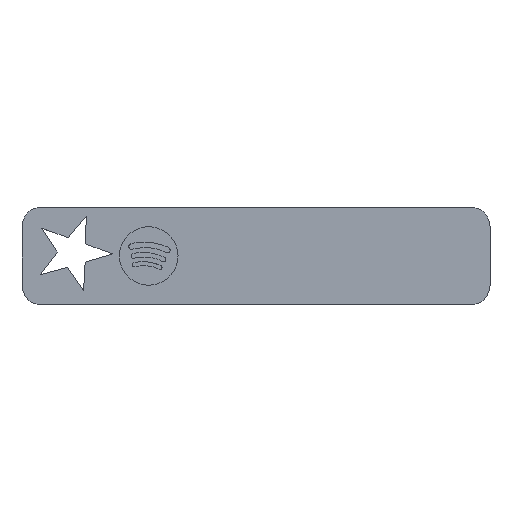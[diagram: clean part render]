
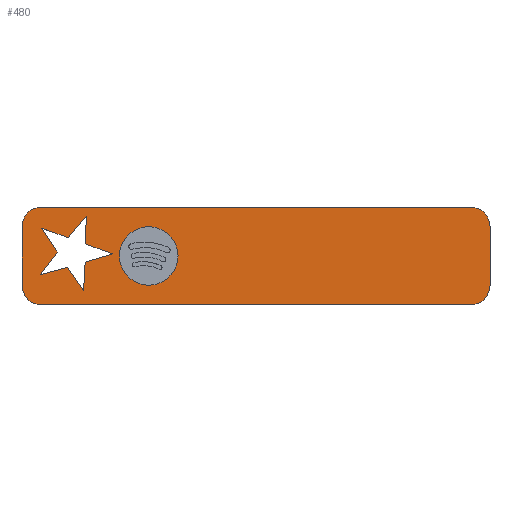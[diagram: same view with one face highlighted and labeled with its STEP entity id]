
A CAD part, top view. The second image highlights one B-rep face of the part: STEP entity #480.
In plain terms, the highlighted planar face has unit normal (0, 0, 1).
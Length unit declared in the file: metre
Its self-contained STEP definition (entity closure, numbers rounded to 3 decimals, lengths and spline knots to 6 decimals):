
#30=FACE_BOUND('',#85,.T.);
#31=FACE_BOUND('',#86,.T.);
#36=CIRCLE('',#523,0.003);
#37=CIRCLE('',#524,0.003);
#38=CIRCLE('',#525,0.003);
#39=CIRCLE('',#526,0.003);
#40=CIRCLE('',#527,0.0045);
#56=FACE_OUTER_BOUND('',#84,.T.);
#84=EDGE_LOOP('',(#358,#359,#360,#361,#362,#363,#364,#365));
#85=EDGE_LOOP('',(#366,#367,#368,#369,#370,#371,#372,#373,#374,#375));
#86=EDGE_LOOP('',(#376));
#108=LINE('',#673,#158);
#112=LINE('',#681,#162);
#115=LINE('',#687,#165);
#118=LINE('',#693,#168);
#121=LINE('',#699,#171);
#124=LINE('',#705,#174);
#127=LINE('',#711,#177);
#130=LINE('',#717,#180);
#133=LINE('',#723,#183);
#136=LINE('',#728,#186);
#138=LINE('',#733,#188);
#139=LINE('',#737,#189);
#140=LINE('',#741,#190);
#141=LINE('',#745,#191);
#158=VECTOR('',#551,0.01);
#162=VECTOR('',#557,0.01);
#165=VECTOR('',#562,0.01);
#168=VECTOR('',#567,0.01);
#171=VECTOR('',#572,0.01);
#174=VECTOR('',#577,0.01);
#177=VECTOR('',#582,0.01);
#180=VECTOR('',#587,0.01);
#183=VECTOR('',#592,0.01);
#186=VECTOR('',#597,0.01);
#188=VECTOR('',#601,1.);
#189=VECTOR('',#604,1.);
#190=VECTOR('',#607,1.);
#191=VECTOR('',#610,1.);
#208=VERTEX_POINT('',#671);
#209=VERTEX_POINT('',#672);
#212=VERTEX_POINT('',#680);
#214=VERTEX_POINT('',#686);
#216=VERTEX_POINT('',#692);
#218=VERTEX_POINT('',#698);
#220=VERTEX_POINT('',#704);
#222=VERTEX_POINT('',#710);
#224=VERTEX_POINT('',#716);
#226=VERTEX_POINT('',#722);
#228=VERTEX_POINT('',#731);
#229=VERTEX_POINT('',#732);
#230=VERTEX_POINT('',#734);
#231=VERTEX_POINT('',#736);
#232=VERTEX_POINT('',#738);
#233=VERTEX_POINT('',#740);
#234=VERTEX_POINT('',#742);
#235=VERTEX_POINT('',#744);
#236=VERTEX_POINT('',#747);
#252=EDGE_CURVE('',#208,#209,#108,.T.);
#256=EDGE_CURVE('',#212,#208,#112,.T.);
#259=EDGE_CURVE('',#214,#212,#115,.T.);
#262=EDGE_CURVE('',#216,#214,#118,.T.);
#265=EDGE_CURVE('',#218,#216,#121,.T.);
#268=EDGE_CURVE('',#220,#218,#124,.T.);
#271=EDGE_CURVE('',#222,#220,#127,.T.);
#274=EDGE_CURVE('',#224,#222,#130,.T.);
#277=EDGE_CURVE('',#226,#224,#133,.T.);
#280=EDGE_CURVE('',#209,#226,#136,.T.);
#282=EDGE_CURVE('',#228,#229,#138,.T.);
#283=EDGE_CURVE('',#229,#230,#36,.T.);
#284=EDGE_CURVE('',#230,#231,#139,.T.);
#285=EDGE_CURVE('',#231,#232,#37,.T.);
#286=EDGE_CURVE('',#232,#233,#140,.T.);
#287=EDGE_CURVE('',#233,#234,#38,.T.);
#288=EDGE_CURVE('',#235,#234,#141,.T.);
#289=EDGE_CURVE('',#235,#228,#39,.T.);
#290=EDGE_CURVE('',#236,#236,#40,.T.);
#358=ORIENTED_EDGE('',*,*,#282,.T.);
#359=ORIENTED_EDGE('',*,*,#283,.T.);
#360=ORIENTED_EDGE('',*,*,#284,.T.);
#361=ORIENTED_EDGE('',*,*,#285,.T.);
#362=ORIENTED_EDGE('',*,*,#286,.T.);
#363=ORIENTED_EDGE('',*,*,#287,.T.);
#364=ORIENTED_EDGE('',*,*,#288,.F.);
#365=ORIENTED_EDGE('',*,*,#289,.T.);
#366=ORIENTED_EDGE('',*,*,#252,.T.);
#367=ORIENTED_EDGE('',*,*,#280,.T.);
#368=ORIENTED_EDGE('',*,*,#277,.T.);
#369=ORIENTED_EDGE('',*,*,#274,.T.);
#370=ORIENTED_EDGE('',*,*,#271,.T.);
#371=ORIENTED_EDGE('',*,*,#268,.T.);
#372=ORIENTED_EDGE('',*,*,#265,.T.);
#373=ORIENTED_EDGE('',*,*,#262,.T.);
#374=ORIENTED_EDGE('',*,*,#259,.T.);
#375=ORIENTED_EDGE('',*,*,#256,.T.);
#376=ORIENTED_EDGE('',*,*,#290,.F.);
#460=PLANE('',#522);
#480=ADVANCED_FACE('',(#56,#30,#31),#460,.T.);
#522=AXIS2_PLACEMENT_3D('',#730,#599,#600);
#523=AXIS2_PLACEMENT_3D('',#735,#602,#603);
#524=AXIS2_PLACEMENT_3D('',#739,#605,#606);
#525=AXIS2_PLACEMENT_3D('',#743,#608,#609);
#526=AXIS2_PLACEMENT_3D('',#746,#611,#612);
#527=AXIS2_PLACEMENT_3D('',#748,#613,#614);
#551=DIRECTION('',(-0.966,-0.258,0.));
#557=DIRECTION('',(-0.573,0.819,0.));
#562=DIRECTION('',(-0.056,-0.998,0.));
#567=DIRECTION('',(-0.957,-0.291,0.));
#572=DIRECTION('',(0.938,-0.347,0.));
#577=DIRECTION('',(-0.015,-1.,0.));
#582=DIRECTION('',(0.639,0.769,0.));
#587=DIRECTION('',(0.939,-0.344,0.));
#592=DIRECTION('',(-0.546,0.837,0.));
#597=DIRECTION('',(0.6,0.8,0.));
#599=DIRECTION('center_axis',(0.,0.,1.));
#600=DIRECTION('ref_axis',(1.,0.,0.));
#601=DIRECTION('',(0.,-1.,0.));
#602=DIRECTION('center_axis',(0.,0.,1.));
#603=DIRECTION('ref_axis',(1.,0.,0.));
#604=DIRECTION('',(1.,0.,0.));
#605=DIRECTION('center_axis',(0.,0.,1.));
#606=DIRECTION('ref_axis',(1.,0.,0.));
#607=DIRECTION('',(0.,1.,0.));
#608=DIRECTION('center_axis',(0.,0.,1.));
#609=DIRECTION('ref_axis',(1.,0.,0.));
#610=DIRECTION('',(1.,0.,0.));
#611=DIRECTION('center_axis',(0.,0.,1.));
#612=DIRECTION('ref_axis',(1.,0.,0.));
#613=DIRECTION('center_axis',(0.,0.,1.));
#614=DIRECTION('ref_axis',(1.,0.,0.));
#671=CARTESIAN_POINT('',(-0.005005,0.005745,0.003));
#672=CARTESIAN_POINT('',(-0.009175,0.004631,0.003));
#673=CARTESIAN_POINT('',(0.011551,0.010166,0.003));
#680=CARTESIAN_POINT('',(-0.002525,0.0022,0.003));
#681=CARTESIAN_POINT('',(0.001574,-0.003659,0.003));
#686=CARTESIAN_POINT('',(-0.002282,0.006553,0.003));
#687=CARTESIAN_POINT('',(-0.002206,0.007922,0.003));
#692=CARTESIAN_POINT('',(0.001912,0.007828,0.003));
#693=CARTESIAN_POINT('',(0.014723,0.011721,0.003));
#698=CARTESIAN_POINT('',(-0.0022,0.00935,0.003));
#699=CARTESIAN_POINT('',(0.01226,0.003996,0.003));
#704=CARTESIAN_POINT('',(-0.002134,0.013633,0.003));
#705=CARTESIAN_POINT('',(-0.002177,0.010815,0.003));
#710=CARTESIAN_POINT('',(-0.0049,0.0103,0.003));
#711=CARTESIAN_POINT('',(0.00153,0.018047,0.003));
#716=CARTESIAN_POINT('',(-0.008964,0.011788,0.003));
#717=CARTESIAN_POINT('',(0.008908,0.005245,0.003));
#722=CARTESIAN_POINT('',(-0.006565,0.008112,0.003));
#723=CARTESIAN_POINT('',(-0.000965,-0.00047,0.003));
#728=CARTESIAN_POINT('',(-0.001437,0.014951,0.003));
#730=CARTESIAN_POINT('Origin',(0.03,0.0075,0.003));
#731=CARTESIAN_POINT('',(-0.012,0.012,0.003));
#732=CARTESIAN_POINT('',(-0.012,0.003,0.003));
#733=CARTESIAN_POINT('',(-0.012,0.0075,0.003));
#734=CARTESIAN_POINT('',(-0.009,0.,0.003));
#735=CARTESIAN_POINT('Origin',(-0.009,0.003,0.003));
#736=CARTESIAN_POINT('',(0.057,0.,0.003));
#737=CARTESIAN_POINT('',(0.03,0.,0.003));
#738=CARTESIAN_POINT('',(0.06,0.003,0.003));
#739=CARTESIAN_POINT('Origin',(0.057,0.003,0.003));
#740=CARTESIAN_POINT('',(0.06,0.012,0.003));
#741=CARTESIAN_POINT('',(0.06,0.0075,0.003));
#742=CARTESIAN_POINT('',(0.057,0.015,0.003));
#743=CARTESIAN_POINT('Origin',(0.057,0.012,0.003));
#744=CARTESIAN_POINT('',(-0.009,0.015,0.003));
#745=CARTESIAN_POINT('',(0.03,0.015,0.003));
#746=CARTESIAN_POINT('Origin',(-0.009,0.012,0.003));
#747=CARTESIAN_POINT('',(0.012,0.0075,0.003));
#748=CARTESIAN_POINT('Origin',(0.0075,0.0075,0.003));
